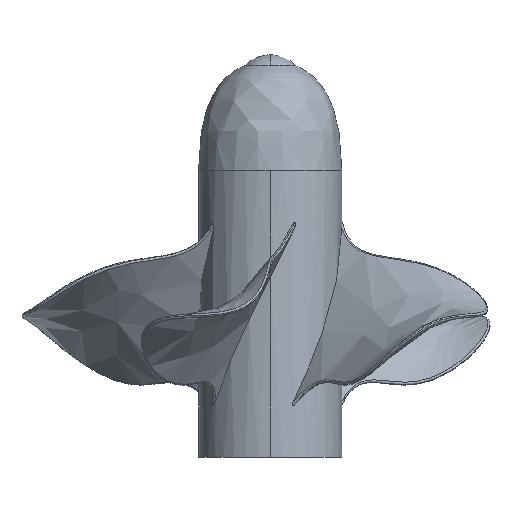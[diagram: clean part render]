
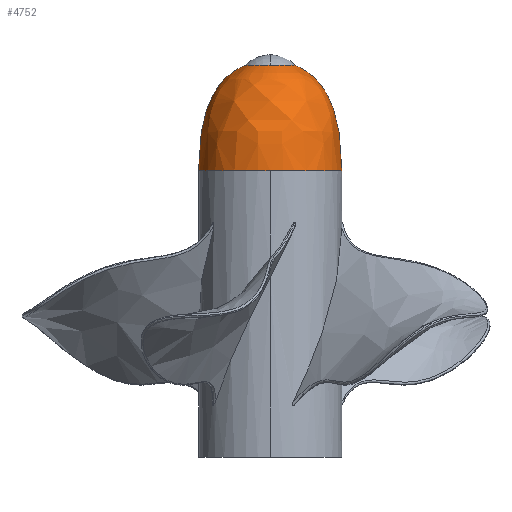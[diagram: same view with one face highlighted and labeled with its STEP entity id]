
A CAD part, left-side view. The second image highlights one B-rep face of the part: STEP entity #4752.
In plain terms, the highlighted free-form (B-spline) face has degree [2, 3] with [3, 4] control points.
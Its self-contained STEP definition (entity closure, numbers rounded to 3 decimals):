
#24 = DIRECTION ( 'NONE',  ( 0., 0., 1. ) ) ;
#59 = CARTESIAN_POINT ( 'NONE',  ( 0., -20., 64.234 ) ) ;
#101 = VERTEX_POINT ( 'NONE', #7827 ) ;
#242 = VERTEX_POINT ( 'NONE', #1441 ) ;
#441 = AXIS2_PLACEMENT_3D ( 'NONE', #5409, #4767, #1487 ) ;
#442 = CARTESIAN_POINT ( 'NONE',  ( 0., -7.039, 69.32 ) ) ;
#787 = CARTESIAN_POINT ( 'NONE',  ( 0., 20., 64.234 ) ) ;
#1221 = CARTESIAN_POINT ( 'NONE',  ( 0., -7.039, 69.32 ) ) ;
#1255 = AXIS2_PLACEMENT_3D ( 'NONE', #1626, #4212, #4775 ) ;
#1441 = CARTESIAN_POINT ( 'NONE',  ( 0., 7.039, 69.32 ) ) ;
#1487 = DIRECTION ( 'NONE',  ( -1., 0., 0. ) ) ;
#1540 = EDGE_CURVE ( 'NONE', #5695, #2963, #6227, .T. ) ;
#1626 = CARTESIAN_POINT ( 'NONE',  ( 0., 0., 69.32 ) ) ;
#1702 = EDGE_CURVE ( 'NONE', #7792, #4165, #4432, .T. ) ;
#1740 = CARTESIAN_POINT ( 'NONE',  ( 0., 20., 64.234 ) ) ;
#2021 = ORIENTED_EDGE ( 'NONE', *, *, #5433, .T. ) ;
#2054 = CARTESIAN_POINT ( 'NONE',  ( 0., 7.039, 69.32 ) ) ;
#2359 = EDGE_LOOP ( 'NONE', ( #2021, #7674, #5845, #7292, #7095, #2984 ) ) ;
#2388 = CARTESIAN_POINT ( 'NONE',  ( 0., 20., 40. ) ) ;
#2649 = CARTESIAN_POINT ( 'NONE',  ( 0., -7.039, 69.32 ) ) ;
#2837 = CARTESIAN_POINT ( 'NONE',  ( 0., 0., 40. ) ) ;
#2845 = CARTESIAN_POINT ( 'NONE',  ( -20., 0., 40. ) ) ;
#2963 = VERTEX_POINT ( 'NONE', #2845 ) ;
#2984 = ORIENTED_EDGE ( 'NONE', *, *, #1540, .T. ) ;
#2995 =( BOUNDED_SURFACE ( )  B_SPLINE_SURFACE ( 2, 3, ( 
 ( #8296, #4370, #7641, #2388 ),
 ( #6994, #5018, #6352, #1740 ),
 ( #442, #6062, #5273, #2054 ) ),
 .UNSPECIFIED., .F., .F., .T. ) 
 B_SPLINE_SURFACE_WITH_KNOTS ( ( 3, 3 ),
 ( 4, 4 ),
 ( 0., 1. ),
 ( 0., 1. ),
 .UNSPECIFIED. ) 
 GEOMETRIC_REPRESENTATION_ITEM ( )  RATIONAL_B_SPLINE_SURFACE ( (
 ( 1., 0.333, 0.333, 1.),
 ( 1., 0.333, 0.333, 1.),
 ( 1., 0.333, 0.333, 1.) ) ) 
 REPRESENTATION_ITEM ( '' )  SURFACE ( )  );
#3080 = FACE_OUTER_BOUND ( 'NONE', #2359, .T. ) ;
#3344 = CARTESIAN_POINT ( 'NONE',  ( 0., 20., 40. ) ) ;
#3616 = CIRCLE ( 'NONE', #1255, 7.039 ) ;
#3865 = EDGE_CURVE ( 'NONE', #4165, #242, #3616, .T. ) ;
#3991 = DIRECTION ( 'NONE',  ( 1., 0., 0. ) ) ;
#4016 = AXIS2_PLACEMENT_3D ( 'NONE', #2837, #4773, #6073 ) ;
#4165 = VERTEX_POINT ( 'NONE', #6884 ) ;
#4212 = DIRECTION ( 'NONE',  ( 0., 0., -1. ) ) ;
#4293 = B_SPLINE_CURVE_WITH_KNOTS ( 'NONE', 2,
 ( #3344, #787, #7867 ),
 .UNSPECIFIED., .F., .F.,
 ( 3, 3 ),
 ( 0., 1. ),
 .UNSPECIFIED. ) ;
#4370 = CARTESIAN_POINT ( 'NONE',  ( -40., -20., 40. ) ) ;
#4432 = CIRCLE ( 'NONE', #441, 7.039 ) ;
#4647 = CARTESIAN_POINT ( 'NONE',  ( 0., 20., 40. ) ) ;
#4752 = ADVANCED_FACE ( 'NONE', ( #3080 ), #2995, .T. ) ;
#4767 = DIRECTION ( 'NONE',  ( 0., 0., -1. ) ) ;
#4773 = DIRECTION ( 'NONE',  ( 0., 0., 1. ) ) ;
#4775 = DIRECTION ( 'NONE',  ( -1., 0., 0. ) ) ;
#5018 = CARTESIAN_POINT ( 'NONE',  ( -40., -20., 64.234 ) ) ;
#5273 = CARTESIAN_POINT ( 'NONE',  ( -14.077, 7.039, 69.32 ) ) ;
#5366 = CARTESIAN_POINT ( 'NONE',  ( 0., 0., 40. ) ) ;
#5409 = CARTESIAN_POINT ( 'NONE',  ( 0., 0., 69.32 ) ) ;
#5433 = EDGE_CURVE ( 'NONE', #2963, #101, #8433, .T. ) ;
#5695 = VERTEX_POINT ( 'NONE', #4647 ) ;
#5845 = ORIENTED_EDGE ( 'NONE', *, *, #1702, .T. ) ;
#5944 = B_SPLINE_CURVE_WITH_KNOTS ( 'NONE', 2,
 ( #5972, #59, #2649 ),
 .UNSPECIFIED., .F., .F.,
 ( 3, 3 ),
 ( 0., 1. ),
 .UNSPECIFIED. ) ;
#5972 = CARTESIAN_POINT ( 'NONE',  ( 0., -20., 40. ) ) ;
#6062 = CARTESIAN_POINT ( 'NONE',  ( -14.077, -7.039, 69.32 ) ) ;
#6073 = DIRECTION ( 'NONE',  ( 1., 0., 0. ) ) ;
#6227 = CIRCLE ( 'NONE', #6363, 20. ) ;
#6352 = CARTESIAN_POINT ( 'NONE',  ( -40., 20., 64.234 ) ) ;
#6363 = AXIS2_PLACEMENT_3D ( 'NONE', #5366, #24, #3991 ) ;
#6884 = CARTESIAN_POINT ( 'NONE',  ( -7.039, 0., 69.32 ) ) ;
#6994 = CARTESIAN_POINT ( 'NONE',  ( 0., -20., 64.234 ) ) ;
#7095 = ORIENTED_EDGE ( 'NONE', *, *, #8291, .F. ) ;
#7292 = ORIENTED_EDGE ( 'NONE', *, *, #3865, .T. ) ;
#7641 = CARTESIAN_POINT ( 'NONE',  ( -40., 20., 40. ) ) ;
#7674 = ORIENTED_EDGE ( 'NONE', *, *, #8342, .T. ) ;
#7792 = VERTEX_POINT ( 'NONE', #1221 ) ;
#7827 = CARTESIAN_POINT ( 'NONE',  ( 0., -20., 40. ) ) ;
#7867 = CARTESIAN_POINT ( 'NONE',  ( 0., 7.039, 69.32 ) ) ;
#8291 = EDGE_CURVE ( 'NONE', #5695, #242, #4293, .T. ) ;
#8296 = CARTESIAN_POINT ( 'NONE',  ( 0., -20., 40. ) ) ;
#8342 = EDGE_CURVE ( 'NONE', #101, #7792, #5944, .T. ) ;
#8433 = CIRCLE ( 'NONE', #4016, 20. ) ;
